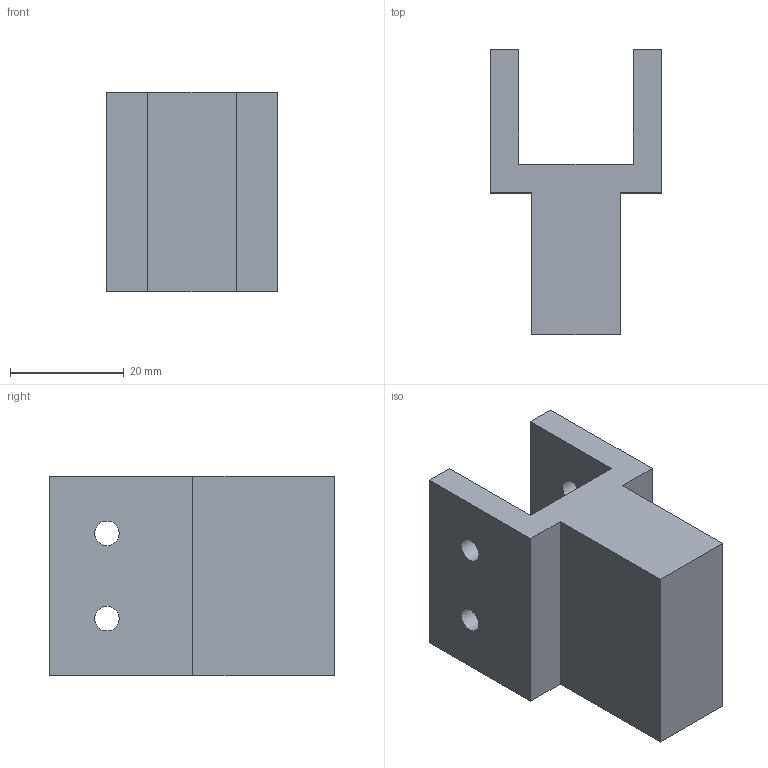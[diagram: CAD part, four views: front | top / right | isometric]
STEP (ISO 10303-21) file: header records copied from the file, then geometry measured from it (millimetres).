
FILE_DESCRIPTION(('FreeCAD Model'),'2;1');
FILE_NAME('Open CASCADE Shape Model','2024-11-09T22:39:20',(''),(''), 'Open CASCADE STEP processor 7.7','FreeCAD','Unknown');
FILE_SCHEMA(('AUTOMOTIVE_DESIGN { 1 0 10303 214 1 1 1 1 }'));
Length unit declared in the file: millimetre
Products named in the file (1): Body
Bounding box: 30.2 x 50.1 x 35 mm (x, y, z)
Volume: 25513.1 mm3; surface area: 8728.2 mm2
Topology: 1 solids, 1 shells, 20 faces, 51 edges, 34 vertices
Faces by surface type: plane 15, cylinder 5
Full cylindrical faces by diameter (mm): 3.9 x1, 4.3 x4
Entity records: 643 total; most frequent: CARTESIAN_POINT 106, DIRECTION 103, ORIENTED_EDGE 102, EDGE_CURVE 51, LINE 41, VECTOR 41, VERTEX_POINT 34, AXIS2_PLACEMENT_3D 31
